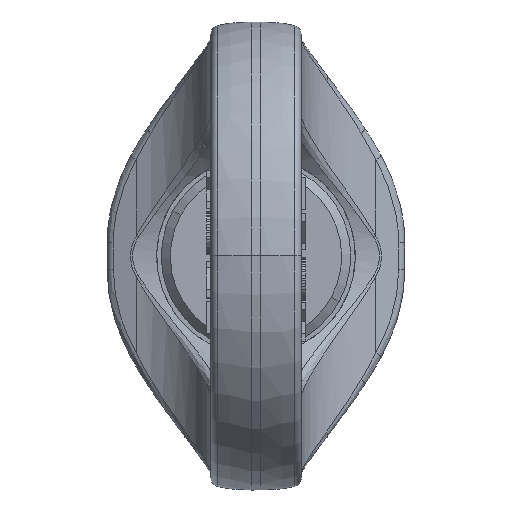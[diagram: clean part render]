
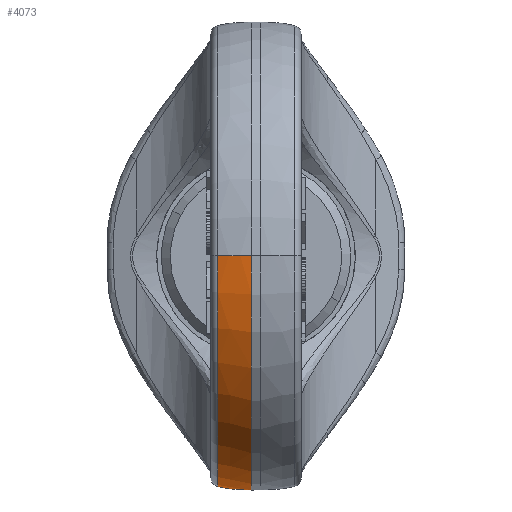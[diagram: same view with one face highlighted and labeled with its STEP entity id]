
A CAD part, top view. The second image highlights one B-rep face of the part: STEP entity #4073.
In plain terms, the highlighted face is a revolution surface.
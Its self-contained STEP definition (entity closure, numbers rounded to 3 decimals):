
#1439=CARTESIAN_POINT('Vertex',(-4.233,0.,25.558)) ;
#1466=CARTESIAN_POINT('Axis2P3D Location',(-4.233,0.,0.)) ;
#1470=CARTESIAN_POINT('Vertex',(-4.233,-25.07,-4.971)) ;
#3928=CARTESIAN_POINT('Axis2P3D Location',(-0.5,0.,10.)) ;
#3932=CARTESIAN_POINT('Vertex',(-0.5,0.,26.)) ;
#4011=CARTESIAN_POINT('Control Point',(-7.479,-20.226,-13.643)) ;
#4012=CARTESIAN_POINT('Control Point',(-7.266,-20.517,-13.397)) ;
#4013=CARTESIAN_POINT('Control Point',(-7.054,-20.802,-13.138)) ;
#4014=CARTESIAN_POINT('Control Point',(-6.845,-21.08,-12.865)) ;
#4015=CARTESIAN_POINT('Control Point',(-6.252,-21.862,-12.035)) ;
#4016=CARTESIAN_POINT('Control Point',(-5.7,-22.585,-11.08)) ;
#4017=CARTESIAN_POINT('Control Point',(-5.365,-23.029,-10.4)) ;
#4018=CARTESIAN_POINT('Control Point',(-4.847,-23.744,-9.109)) ;
#4019=CARTESIAN_POINT('Control Point',(-4.485,-24.335,-7.655)) ;
#4020=CARTESIAN_POINT('Control Point',(-4.365,-24.561,-7.005)) ;
#4021=CARTESIAN_POINT('Control Point',(-4.27,-24.797,-6.201)) ;
#4022=CARTESIAN_POINT('Control Point',(-4.239,-24.985,-5.378)) ;
#4023=CARTESIAN_POINT('Control Point',(-4.235,-25.015,-5.243)) ;
#4024=CARTESIAN_POINT('Control Point',(-4.233,-25.043,-5.107)) ;
#4025=CARTESIAN_POINT('Control Point',(-4.233,-25.07,-4.971)) ;
#4026=CARTESIAN_POINT('Vertex',(-7.479,-20.226,-13.643)) ;
#4044=CARTESIAN_POINT('Control Point',(-0.5,25.501,-5.067)) ;
#4045=CARTESIAN_POINT('Control Point',(-5.527,25.501,-5.067)) ;
#4046=CARTESIAN_POINT('Control Point',(-10.558,23.571,-4.683)) ;
#4047=CARTESIAN_POINT('Control Point',(-14.532,19.673,-3.909)) ;
#4048=CARTESIAN_POINT('Control Point',(-16.5,14.738,-2.928)) ;
#4049=CARTESIAN_POINT('Control Point',(-16.5,9.808,-1.949)) ;
#4050=CARTESIAN_POINT('Axis1P Location',(-0.5,0.,0.)) ;
#4054=CARTESIAN_POINT('Axis2P3D Location',(-0.5,-8.29,-5.592)) ;
#4058=CARTESIAN_POINT('Vertex',(-0.5,-21.555,-14.539)) ;
#4061=CARTESIAN_POINT('Axis2P3D Location',(-0.5,0.,0.)) ;
#1467=DIRECTION('Axis2P3D Direction',(-1.,0.,0.)) ;
#3929=DIRECTION('Axis2P3D Direction',(-0.,-1.,0.)) ;
#4051=DIRECTION('Axis1P Direction',(1.,-0.,-0.)) ;
#4055=DIRECTION('Axis2P3D Direction',(0.,0.559,-0.829)) ;
#4062=DIRECTION('Axis2P3D Direction',(1.,0.,-0.)) ;
#1468=AXIS2_PLACEMENT_3D('Circle Axis2P3D',#1466,#1467,$) ;
#3930=AXIS2_PLACEMENT_3D('Circle Axis2P3D',#3928,#3929,$) ;
#4056=AXIS2_PLACEMENT_3D('Circle Axis2P3D',#4054,#4055,$) ;
#4063=AXIS2_PLACEMENT_3D('Circle Axis2P3D',#4061,#4062,$) ;
#4067=ORIENTED_EDGE('',*,*,#1472,.F.) ;
#4068=ORIENTED_EDGE('',*,*,#4028,.F.) ;
#4069=ORIENTED_EDGE('',*,*,#4060,.T.) ;
#4070=ORIENTED_EDGE('',*,*,#4065,.F.) ;
#4071=ORIENTED_EDGE('',*,*,#3934,.F.) ;
#4073=ADVANCED_FACE('\X2\52A05DE55716\X0\(\X2\4FEE653993105EA6\X0\)',(#4072),#4053,.F.) ;
#4052=AXIS1_PLACEMENT('Revolution Surface Axis1P',#4050,#4051) ;
#4010=B_SPLINE_CURVE_WITH_KNOTS('',5,(#4011,#4012,#4013,#4014,#4015,#4016,#4017,#4018,#4019,#4020,#4021,#4022,#4023,#4024,#4025),.UNSPECIFIED.,.F.,.U.,(6,3,3,3,6),(62.797,65.238,69.841,73.282,73.957),.UNSPECIFIED.) ;
#4043=B_SPLINE_CURVE_WITH_KNOTS('',5,(#4044,#4045,#4046,#4047,#4048,#4049),.UNSPECIFIED.,.F.,.U.,(6,6),(0.,25.133),.UNSPECIFIED.) ;
#1469=CIRCLE('generated circle',#1468,25.558) ;
#3931=CIRCLE('generated circle',#3930,16.) ;
#4057=CIRCLE('generated circle',#4056,16.) ;
#4064=CIRCLE('generated circle',#4063,26.) ;
#1472=EDGE_CURVE('',#1471,#1440,#1469,.T.) ;
#3934=EDGE_CURVE('',#1440,#3933,#3931,.F.) ;
#4028=EDGE_CURVE('',#4027,#1471,#4010,.T.) ;
#4060=EDGE_CURVE('',#4027,#4059,#4057,.F.) ;
#4065=EDGE_CURVE('',#3933,#4059,#4064,.T.) ;
#4066=EDGE_LOOP('',(#4067,#4068,#4069,#4070,#4071)) ;
#4072=FACE_OUTER_BOUND('',#4066,.T.) ;
#4053=SURFACE_OF_REVOLUTION('homeo Torus',#4043,#4052) ;
#1440=VERTEX_POINT('',#1439) ;
#1471=VERTEX_POINT('',#1470) ;
#3933=VERTEX_POINT('',#3932) ;
#4027=VERTEX_POINT('',#4026) ;
#4059=VERTEX_POINT('',#4058) ;
